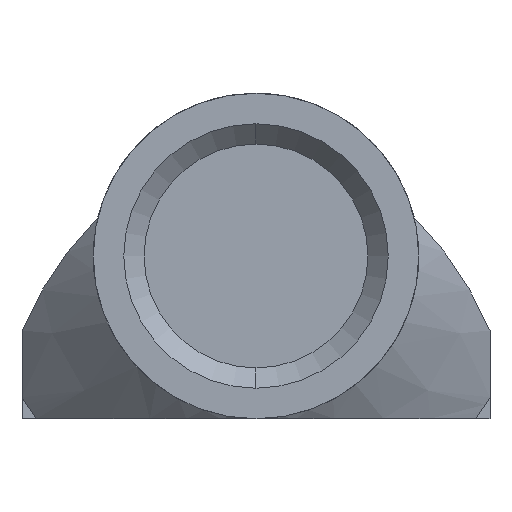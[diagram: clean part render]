
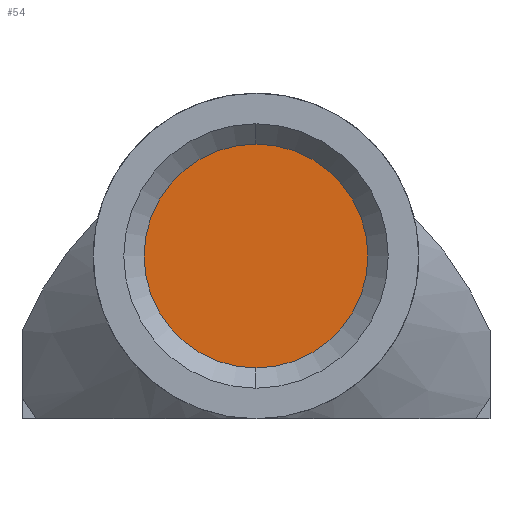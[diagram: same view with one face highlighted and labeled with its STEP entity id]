
A CAD part, left-side view. The second image highlights one B-rep face of the part: STEP entity #54.
In plain terms, the highlighted planar face has unit normal (-1, 0, 0).
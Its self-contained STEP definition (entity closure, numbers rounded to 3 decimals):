
#8 = VERTEX_POINT ( 'NONE', #22 ) ;
#10 = CARTESIAN_POINT ( 'NONE',  ( -5., 0., 1.25 ) ) ;
#15 = VERTEX_POINT ( 'NONE', #10 ) ;
#22 = CARTESIAN_POINT ( 'NONE',  ( -5., 0., 6.75 ) ) ;
#30 = AXIS2_PLACEMENT_3D ( 'NONE', #304, #325, #326 ) ;
#54 = ADVANCED_FACE ( 'NONE', ( #654 ), #147, .T. ) ;
#143 = CARTESIAN_POINT ( 'NONE',  ( -5., 0., 4. ) ) ;
#147 = PLANE ( 'NONE',  #618 ) ;
#150 = DIRECTION ( 'NONE',  ( -1., 0., 0. ) ) ;
#151 = DIRECTION ( 'NONE',  ( 0., 0., 1. ) ) ;
#264 = CARTESIAN_POINT ( 'NONE',  ( -5., 0., 4. ) ) ;
#270 = DIRECTION ( 'NONE',  ( -1., 0., 0. ) ) ;
#271 = DIRECTION ( 'NONE',  ( 0., 0., 1. ) ) ;
#304 = CARTESIAN_POINT ( 'NONE',  ( -5., 0., 4. ) ) ;
#325 = DIRECTION ( 'NONE',  ( -1., 0., 0. ) ) ;
#326 = DIRECTION ( 'NONE',  ( 0., 0., 1. ) ) ;
#467 = ORIENTED_EDGE ( 'NONE', *, *, #609, .T. ) ;
#486 = EDGE_LOOP ( 'NONE', ( #467, #516 ) ) ;
#516 = ORIENTED_EDGE ( 'NONE', *, *, #595, .T. ) ;
#595 = EDGE_CURVE ( 'NONE', #15, #8, #688, .T. ) ;
#609 = EDGE_CURVE ( 'NONE', #8, #15, #702, .T. ) ;
#618 = AXIS2_PLACEMENT_3D ( 'NONE', #143, #150, #151 ) ;
#644 = AXIS2_PLACEMENT_3D ( 'NONE', #264, #270, #271 ) ;
#654 = FACE_OUTER_BOUND ( 'NONE', #486, .T. ) ;
#688 = CIRCLE ( 'NONE', #644, 2.75 ) ;
#702 = CIRCLE ( 'NONE', #30, 2.75 ) ;
